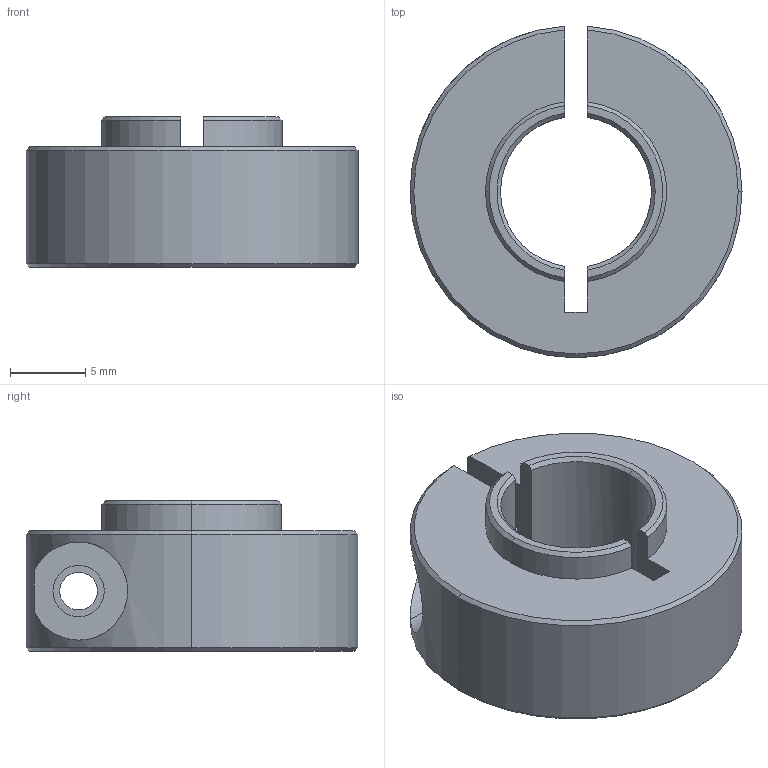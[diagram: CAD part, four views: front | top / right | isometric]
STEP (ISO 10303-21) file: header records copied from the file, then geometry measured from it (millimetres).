
FILE_DESCRIPTION (( 'STEP AP203' ), '1' );
FILE_NAME ('開縫型固定環 SCRS-A6-D22-d10-T10-M3.STEP', '2021-02-25T03:39:19', ( '' ), ( '' ), 'SwSTEP 2.0', 'SolidWorks 2019', '' );
FILE_SCHEMA (( 'CONFIG_CONTROL_DESIGN' ));
Length unit declared in the file: millimetre
Products named in the file (1): 開縫型固定環 SCRS-A6-D22-d10-T10-M3
Bounding box: 22 x 21.97 x 10 mm (x, y, z)
Volume: 2160.5 mm3; surface area: 1720.9 mm2
Topology: 1 solids, 1 shells, 41 faces, 108 edges, 70 vertices
Faces by surface type: cylinder 16, cone 15, plane 10
Entity records: 1463 total; most frequent: CARTESIAN_POINT 363, ORIENTED_EDGE 216, DIRECTION 214, EDGE_CURVE 108, AXIS2_PLACEMENT_3D 85, VERTEX_POINT 70, EDGE_LOOP 46, VECTOR 44
